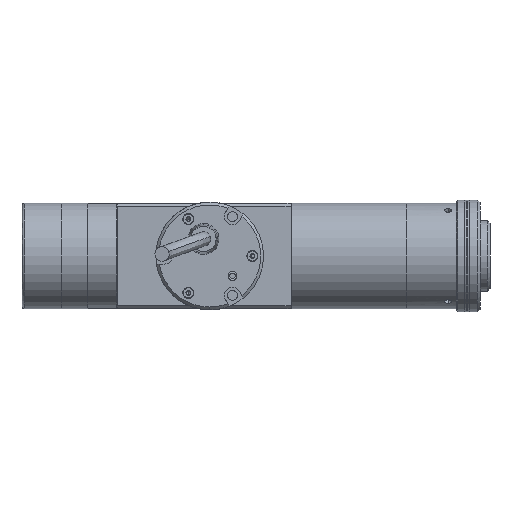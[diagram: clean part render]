
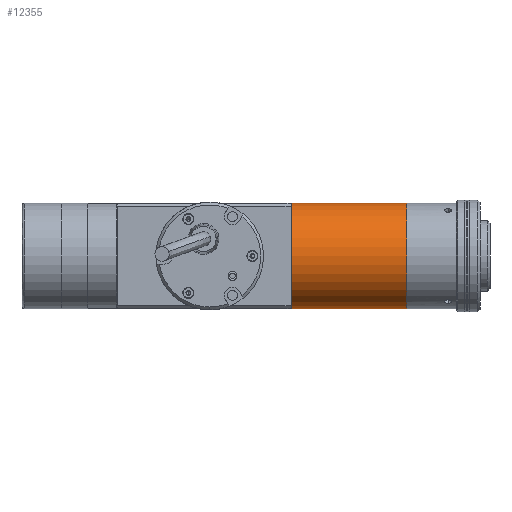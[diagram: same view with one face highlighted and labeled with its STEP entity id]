
A CAD part, front view. The second image highlights one B-rep face of the part: STEP entity #12355.
In plain terms, the highlighted cylindrical face has radius 18.85 mm (diameter 37.7 mm), a partial arc.
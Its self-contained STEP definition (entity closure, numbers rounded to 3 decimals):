
#21 = LINE ( 'NONE', #3706, #2543 ) ;
#305 = EDGE_CURVE ( 'NONE', #11025, #3956, #21, .T. ) ;
#918 = AXIS2_PLACEMENT_3D ( 'NONE', #3058, #5205, #7403 ) ;
#978 = EDGE_CURVE ( 'NONE', #11546, #11025, #10134, .T. ) ;
#1458 = ORIENTED_EDGE ( 'NONE', *, *, #305, .T. ) ;
#1469 = CARTESIAN_POINT ( 'NONE',  ( 269.887, 0., -18.85 ) ) ;
#1876 = CIRCLE ( 'NONE', #4261, 18.85 ) ;
#2543 = VECTOR ( 'NONE', #11234, 1000. ) ;
#2611 = VECTOR ( 'NONE', #3479, 1000. ) ;
#3058 = CARTESIAN_POINT ( 'NONE',  ( 6.83, 0., 0. ) ) ;
#3343 = CARTESIAN_POINT ( 'NONE',  ( 269.887, 0., 0. ) ) ;
#3479 = DIRECTION ( 'NONE',  ( -1., 0., 0. ) ) ;
#3636 = ORIENTED_EDGE ( 'NONE', *, *, #13791, .F. ) ;
#3706 = CARTESIAN_POINT ( 'NONE',  ( 6.83, 0., 18.85 ) ) ;
#3956 = VERTEX_POINT ( 'NONE', #10634 ) ;
#4261 = AXIS2_PLACEMENT_3D ( 'NONE', #11997, #5556, #13090 ) ;
#4433 = DIRECTION ( 'NONE',  ( 0., 0., 1. ) ) ;
#5205 = DIRECTION ( 'NONE',  ( -1., 0., 0. ) ) ;
#5238 = CYLINDRICAL_SURFACE ( 'NONE', #918, 18.85 ) ;
#5556 = DIRECTION ( 'NONE',  ( -1., 0., 0. ) ) ;
#5839 = CARTESIAN_POINT ( 'NONE',  ( 228.54, 0., -18.85 ) ) ;
#6338 = EDGE_CURVE ( 'NONE', #11569, #3956, #1876, .T. ) ;
#7403 = DIRECTION ( 'NONE',  ( 0., 0., 1. ) ) ;
#8101 = CARTESIAN_POINT ( 'NONE',  ( 269.887, 0., 18.85 ) ) ;
#8985 = CARTESIAN_POINT ( 'NONE',  ( 6.83, 0., -18.85 ) ) ;
#10134 = CIRCLE ( 'NONE', #12811, 18.85 ) ;
#10634 = CARTESIAN_POINT ( 'NONE',  ( 228.54, 0., 18.85 ) ) ;
#10880 = DIRECTION ( 'NONE',  ( -1., 0., 0. ) ) ;
#11025 = VERTEX_POINT ( 'NONE', #8101 ) ;
#11221 = LINE ( 'NONE', #8985, #2611 ) ;
#11234 = DIRECTION ( 'NONE',  ( -1., 0., 0. ) ) ;
#11546 = VERTEX_POINT ( 'NONE', #1469 ) ;
#11569 = VERTEX_POINT ( 'NONE', #5839 ) ;
#11956 = FACE_OUTER_BOUND ( 'NONE', #13431, .T. ) ;
#11997 = CARTESIAN_POINT ( 'NONE',  ( 228.54, 0., 0. ) ) ;
#12355 = ADVANCED_FACE ( 'NONE', ( #11956 ), #5238, .T. ) ;
#12484 = ORIENTED_EDGE ( 'NONE', *, *, #978, .T. ) ;
#12811 = AXIS2_PLACEMENT_3D ( 'NONE', #3343, #10880, #4433 ) ;
#13090 = DIRECTION ( 'NONE',  ( 0., 0., 1. ) ) ;
#13272 = ORIENTED_EDGE ( 'NONE', *, *, #6338, .F. ) ;
#13431 = EDGE_LOOP ( 'NONE', ( #3636, #12484, #1458, #13272 ) ) ;
#13791 = EDGE_CURVE ( 'NONE', #11546, #11569, #11221, .T. ) ;
